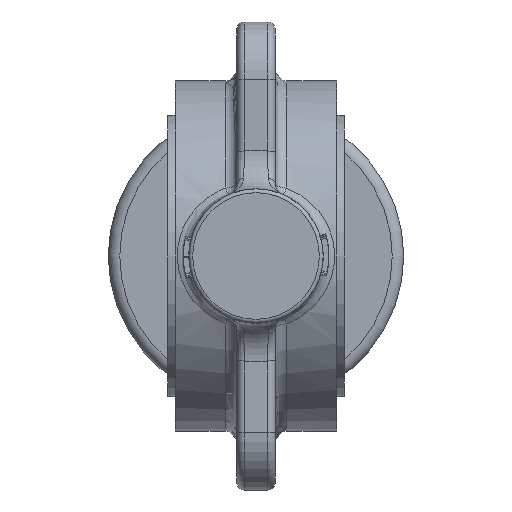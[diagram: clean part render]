
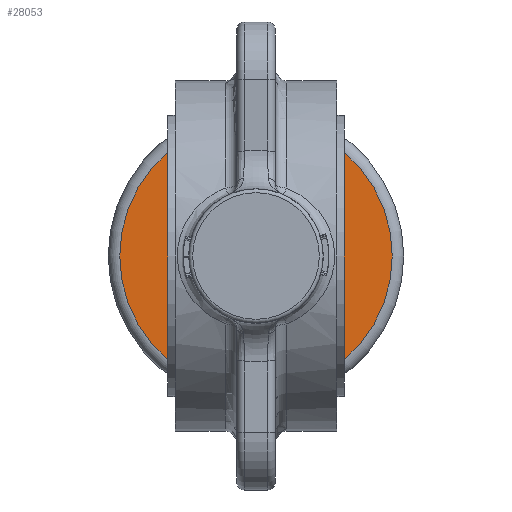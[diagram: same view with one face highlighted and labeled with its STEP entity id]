
A CAD part, front view. The second image highlights one B-rep face of the part: STEP entity #28053.
In plain terms, the highlighted planar face has unit normal (0, -1, 0).
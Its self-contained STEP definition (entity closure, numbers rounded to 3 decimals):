
#722=FACE_BOUND('',#2146,.T.);
#723=FACE_BOUND('',#2147,.T.);
#724=FACE_BOUND('',#2148,.T.);
#725=FACE_BOUND('',#2149,.T.);
#726=FACE_BOUND('',#2150,.T.);
#905=FACE_OUTER_BOUND('',#2145,.T.);
#2145=EDGE_LOOP('',(#18836,#18837));
#2146=EDGE_LOOP('',(#18838,#18839));
#2147=EDGE_LOOP('',(#18840,#18841));
#2148=EDGE_LOOP('',(#18842,#18843));
#2149=EDGE_LOOP('',(#18844,#18845));
#2150=EDGE_LOOP('',(#18846,#18847));
#3642=CIRCLE('',#29548,35.5);
#3643=CIRCLE('',#29549,35.5);
#3644=CIRCLE('',#29550,3.5);
#3645=CIRCLE('',#29551,3.5);
#3646=CIRCLE('',#29552,3.5);
#3647=CIRCLE('',#29553,3.5);
#3648=CIRCLE('',#29554,3.5);
#3649=CIRCLE('',#29555,3.5);
#3650=CIRCLE('',#29556,3.5);
#3651=CIRCLE('',#29557,3.5);
#3652=CIRCLE('',#29558,20.5);
#3653=CIRCLE('',#29559,20.5);
#10816=VERTEX_POINT('',#45619);
#10817=VERTEX_POINT('',#45620);
#10818=VERTEX_POINT('',#45623);
#10819=VERTEX_POINT('',#45624);
#10820=VERTEX_POINT('',#45627);
#10821=VERTEX_POINT('',#45628);
#10822=VERTEX_POINT('',#45631);
#10823=VERTEX_POINT('',#45632);
#10824=VERTEX_POINT('',#45635);
#10825=VERTEX_POINT('',#45636);
#10826=VERTEX_POINT('',#45639);
#10827=VERTEX_POINT('',#45640);
#14305=EDGE_CURVE('',#10816,#10817,#3642,.F.);
#14306=EDGE_CURVE('',#10817,#10816,#3643,.F.);
#14307=EDGE_CURVE('',#10818,#10819,#3644,.F.);
#14308=EDGE_CURVE('',#10819,#10818,#3645,.F.);
#14309=EDGE_CURVE('',#10820,#10821,#3646,.F.);
#14310=EDGE_CURVE('',#10821,#10820,#3647,.F.);
#14311=EDGE_CURVE('',#10822,#10823,#3648,.F.);
#14312=EDGE_CURVE('',#10823,#10822,#3649,.F.);
#14313=EDGE_CURVE('',#10824,#10825,#3650,.F.);
#14314=EDGE_CURVE('',#10825,#10824,#3651,.F.);
#14315=EDGE_CURVE('',#10826,#10827,#3652,.T.);
#14316=EDGE_CURVE('',#10827,#10826,#3653,.T.);
#18836=ORIENTED_EDGE('',*,*,#14305,.T.);
#18837=ORIENTED_EDGE('',*,*,#14306,.T.);
#18838=ORIENTED_EDGE('',*,*,#14307,.F.);
#18839=ORIENTED_EDGE('',*,*,#14308,.F.);
#18840=ORIENTED_EDGE('',*,*,#14309,.F.);
#18841=ORIENTED_EDGE('',*,*,#14310,.F.);
#18842=ORIENTED_EDGE('',*,*,#14311,.F.);
#18843=ORIENTED_EDGE('',*,*,#14312,.F.);
#18844=ORIENTED_EDGE('',*,*,#14313,.F.);
#18845=ORIENTED_EDGE('',*,*,#14314,.F.);
#18846=ORIENTED_EDGE('',*,*,#14315,.T.);
#18847=ORIENTED_EDGE('',*,*,#14316,.T.);
#27428=PLANE('',#29547);
#28053=ADVANCED_FACE('',(#905,#722,#723,#724,#725,#726),#27428,.F.);
#29547=AXIS2_PLACEMENT_3D('',#45618,#31213,#31214);
#29548=AXIS2_PLACEMENT_3D('',#45621,#31215,#31216);
#29549=AXIS2_PLACEMENT_3D('',#45622,#31217,#31218);
#29550=AXIS2_PLACEMENT_3D('',#45625,#31219,#31220);
#29551=AXIS2_PLACEMENT_3D('',#45626,#31221,#31222);
#29552=AXIS2_PLACEMENT_3D('',#45629,#31223,#31224);
#29553=AXIS2_PLACEMENT_3D('',#45630,#31225,#31226);
#29554=AXIS2_PLACEMENT_3D('',#45633,#31227,#31228);
#29555=AXIS2_PLACEMENT_3D('',#45634,#31229,#31230);
#29556=AXIS2_PLACEMENT_3D('',#45637,#31231,#31232);
#29557=AXIS2_PLACEMENT_3D('',#45638,#31233,#31234);
#29558=AXIS2_PLACEMENT_3D('',#45641,#31235,#31236);
#29559=AXIS2_PLACEMENT_3D('',#45642,#31237,#31238);
#31213=DIRECTION('center_axis',(0.,1.,0.));
#31214=DIRECTION('ref_axis',(0.,0.,1.));
#31215=DIRECTION('center_axis',(0.,1.,0.));
#31216=DIRECTION('ref_axis',(0.,0.,1.));
#31217=DIRECTION('center_axis',(0.,1.,0.));
#31218=DIRECTION('ref_axis',(0.,0.,1.));
#31219=DIRECTION('center_axis',(0.,1.,0.));
#31220=DIRECTION('ref_axis',(0.,0.,1.));
#31221=DIRECTION('center_axis',(0.,1.,0.));
#31222=DIRECTION('ref_axis',(0.,0.,1.));
#31223=DIRECTION('center_axis',(0.,1.,0.));
#31224=DIRECTION('ref_axis',(0.,0.,1.));
#31225=DIRECTION('center_axis',(0.,1.,0.));
#31226=DIRECTION('ref_axis',(0.,0.,1.));
#31227=DIRECTION('center_axis',(0.,1.,0.));
#31228=DIRECTION('ref_axis',(0.,0.,1.));
#31229=DIRECTION('center_axis',(0.,1.,0.));
#31230=DIRECTION('ref_axis',(0.,0.,1.));
#31231=DIRECTION('center_axis',(0.,1.,0.));
#31232=DIRECTION('ref_axis',(0.,0.,1.));
#31233=DIRECTION('center_axis',(0.,1.,0.));
#31234=DIRECTION('ref_axis',(0.,0.,1.));
#31235=DIRECTION('center_axis',(0.,1.,0.));
#31236=DIRECTION('ref_axis',(0.,0.,1.));
#31237=DIRECTION('center_axis',(0.,1.,0.));
#31238=DIRECTION('ref_axis',(0.,0.,1.));
#45618=CARTESIAN_POINT('Origin',(0.,148.,0.));
#45619=CARTESIAN_POINT('',(0.,148.,35.5));
#45620=CARTESIAN_POINT('',(0.,148.,-35.5));
#45621=CARTESIAN_POINT('Origin',(0.,148.,0.));
#45622=CARTESIAN_POINT('Origin',(0.,148.,0.));
#45623=CARTESIAN_POINT('',(17.678,148.,21.178));
#45624=CARTESIAN_POINT('',(17.678,148.,14.178));
#45625=CARTESIAN_POINT('Origin',(17.678,148.,17.678));
#45626=CARTESIAN_POINT('Origin',(17.678,148.,17.678));
#45627=CARTESIAN_POINT('',(-17.678,148.,21.178));
#45628=CARTESIAN_POINT('',(-17.678,148.,14.178));
#45629=CARTESIAN_POINT('Origin',(-17.678,148.,17.678));
#45630=CARTESIAN_POINT('Origin',(-17.678,148.,17.678));
#45631=CARTESIAN_POINT('',(-17.678,148.,-14.178));
#45632=CARTESIAN_POINT('',(-17.678,148.,-21.178));
#45633=CARTESIAN_POINT('Origin',(-17.678,148.,-17.678));
#45634=CARTESIAN_POINT('Origin',(-17.678,148.,-17.678));
#45635=CARTESIAN_POINT('',(17.678,148.,-14.178));
#45636=CARTESIAN_POINT('',(17.678,148.,-21.178));
#45637=CARTESIAN_POINT('Origin',(17.678,148.,-17.678));
#45638=CARTESIAN_POINT('Origin',(17.678,148.,-17.678));
#45639=CARTESIAN_POINT('',(0.,148.,20.5));
#45640=CARTESIAN_POINT('',(0.,148.,-20.5));
#45641=CARTESIAN_POINT('Origin',(0.,148.,0.));
#45642=CARTESIAN_POINT('Origin',(0.,148.,0.));
